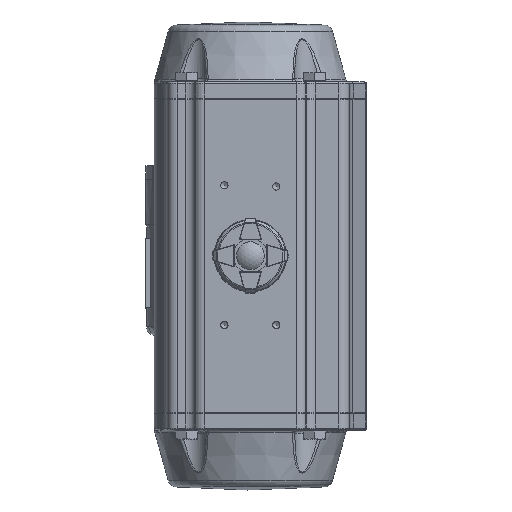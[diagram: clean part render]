
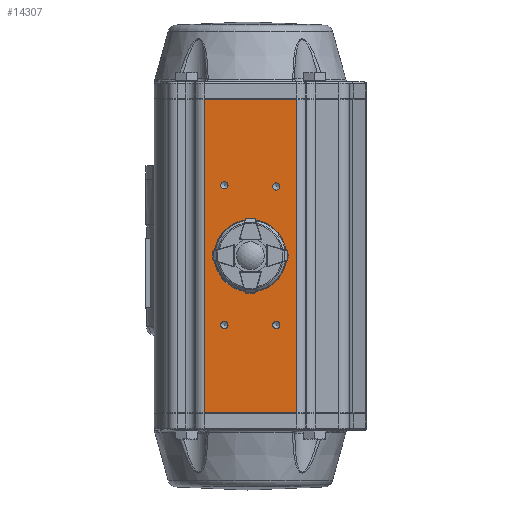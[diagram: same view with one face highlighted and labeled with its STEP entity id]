
A CAD part, top view. The second image highlights one B-rep face of the part: STEP entity #14307.
In plain terms, the highlighted face is planar.
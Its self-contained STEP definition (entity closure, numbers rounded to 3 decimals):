
#732=PLANE('',#15768);
#1545=CIRCLE('',#15599,2.1);
#1547=CIRCLE('',#15603,2.1);
#1549=CIRCLE('',#15607,2.1);
#1551=CIRCLE('',#15611,2.1);
#1571=CIRCLE('',#15649,18.3);
#4634=ORIENTED_EDGE('',*,*,#6925,.T.);
#4635=ORIENTED_EDGE('',*,*,#7035,.T.);
#4636=ORIENTED_EDGE('',*,*,#6920,.F.);
#4637=ORIENTED_EDGE('',*,*,#7036,.T.);
#4638=ORIENTED_EDGE('',*,*,#6815,.F.);
#4639=ORIENTED_EDGE('',*,*,#6813,.F.);
#4640=ORIENTED_EDGE('',*,*,#6811,.F.);
#4641=ORIENTED_EDGE('',*,*,#6809,.F.);
#4642=ORIENTED_EDGE('',*,*,#6835,.T.);
#6809=EDGE_CURVE('',#8268,#8268,#1545,.T.);
#6811=EDGE_CURVE('',#8271,#8271,#1547,.T.);
#6813=EDGE_CURVE('',#8274,#8274,#1549,.T.);
#6815=EDGE_CURVE('',#8277,#8277,#1551,.T.);
#6835=EDGE_CURVE('',#8305,#8305,#1571,.T.);
#6920=EDGE_CURVE('',#8384,#8385,#9224,.T.);
#6925=EDGE_CURVE('',#8389,#8388,#9226,.T.);
#7035=EDGE_CURVE('',#8388,#8385,#9311,.T.);
#7036=EDGE_CURVE('',#8384,#8389,#9312,.T.);
#8268=VERTEX_POINT('',#27237);
#8271=VERTEX_POINT('',#27244);
#8274=VERTEX_POINT('',#27251);
#8277=VERTEX_POINT('',#27258);
#8305=VERTEX_POINT('',#27324);
#8384=VERTEX_POINT('',#27499);
#8385=VERTEX_POINT('',#27500);
#8388=VERTEX_POINT('',#27508);
#8389=VERTEX_POINT('',#27510);
#9224=LINE('',#27498,#10038);
#9226=LINE('',#27509,#10040);
#9311=LINE('',#27741,#10125);
#9312=LINE('',#27742,#10126);
#10038=VECTOR('',#18973,1000.);
#10040=VECTOR('',#18983,1000.);
#10125=VECTOR('',#19192,1000.);
#10126=VECTOR('',#19193,1000.);
#11078=EDGE_LOOP('',(#4634,#4635,#4636,#4637));
#11079=EDGE_LOOP('',(#4638));
#11080=EDGE_LOOP('',(#4639));
#11081=EDGE_LOOP('',(#4640));
#11082=EDGE_LOOP('',(#4641));
#11083=EDGE_LOOP('',(#4642));
#12135=FACE_BOUND('',#11078,.T.);
#12136=FACE_BOUND('',#11079,.T.);
#12137=FACE_BOUND('',#11080,.T.);
#12138=FACE_BOUND('',#11081,.T.);
#12139=FACE_BOUND('',#11082,.T.);
#12140=FACE_BOUND('',#11083,.T.);
#14307=ADVANCED_FACE('',(#12135,#12136,#12137,#12138,#12139,#12140),#732,
 .F.);
#15599=AXIS2_PLACEMENT_3D('',#27236,#18723,#18724);
#15603=AXIS2_PLACEMENT_3D('',#27243,#18731,#18732);
#15607=AXIS2_PLACEMENT_3D('',#27250,#18739,#18740);
#15611=AXIS2_PLACEMENT_3D('',#27257,#18747,#18748);
#15649=AXIS2_PLACEMENT_3D('',#27323,#18823,#18824);
#15768=AXIS2_PLACEMENT_3D('',#27740,#19190,#19191);
#18723=DIRECTION('',(0.,1.,0.));
#18724=DIRECTION('',(0.,0.,1.));
#18731=DIRECTION('',(0.,1.,0.));
#18732=DIRECTION('',(0.,0.,1.));
#18739=DIRECTION('',(0.,1.,0.));
#18740=DIRECTION('',(0.,0.,1.));
#18747=DIRECTION('',(0.,1.,0.));
#18748=DIRECTION('',(0.,0.,1.));
#18823=DIRECTION('',(0.,-1.,0.));
#18824=DIRECTION('',(0.,0.,1.));
#18973=DIRECTION('',(0.,0.,-1.));
#18983=DIRECTION('',(0.,0.,-1.));
#19190=DIRECTION('',(0.,-1.,0.));
#19191=DIRECTION('',(0.,0.,-1.));
#19192=DIRECTION('',(-1.,0.,0.));
#19193=DIRECTION('',(1.,0.,0.));
#27236=CARTESIAN_POINT('',(15.,64.,40.729));
#27237=CARTESIAN_POINT('',(15.,64.,42.829));
#27243=CARTESIAN_POINT('',(-15.,64.,40.));
#27244=CARTESIAN_POINT('',(-15.,64.,42.1));
#27250=CARTESIAN_POINT('',(15.,64.,-40.));
#27251=CARTESIAN_POINT('',(15.,64.,-37.9));
#27257=CARTESIAN_POINT('',(-15.,64.,-40.));
#27258=CARTESIAN_POINT('',(-15.,64.,-37.9));
#27323=CARTESIAN_POINT('',(0.,64.,0.));
#27324=CARTESIAN_POINT('',(0.,64.,18.3));
#27498=CARTESIAN_POINT('',(-26.647,64.,91.));
#27499=CARTESIAN_POINT('',(-26.647,64.,90.5));
#27500=CARTESIAN_POINT('',(-26.647,64.,-90.5));
#27508=CARTESIAN_POINT('',(26.647,64.,-90.5));
#27509=CARTESIAN_POINT('',(26.647,64.,91.));
#27510=CARTESIAN_POINT('',(26.647,64.,90.5));
#27740=CARTESIAN_POINT('',(26.647,64.,91.));
#27741=CARTESIAN_POINT('',(26.647,64.,-90.5));
#27742=CARTESIAN_POINT('',(26.647,64.,90.5));
